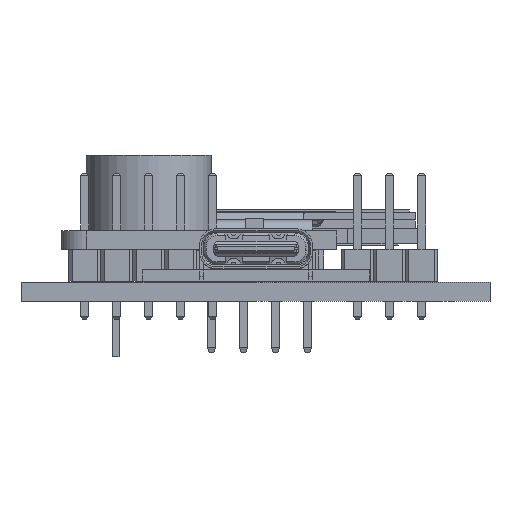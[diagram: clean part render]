
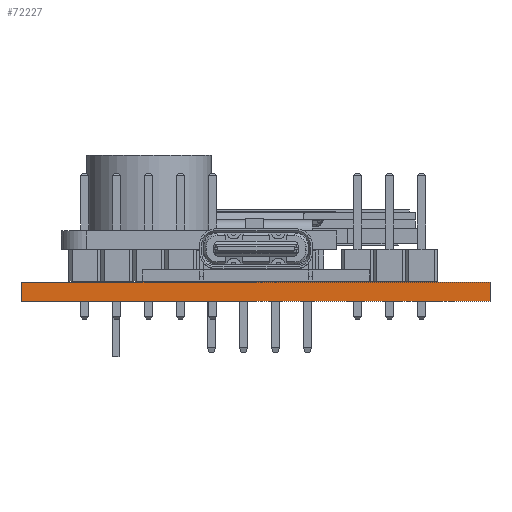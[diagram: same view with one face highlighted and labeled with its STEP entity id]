
A CAD part, front view. The second image highlights one B-rep face of the part: STEP entity #72227.
In plain terms, the highlighted planar face has unit normal (0, -1, 0).
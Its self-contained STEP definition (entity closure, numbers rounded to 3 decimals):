
#72227 = ADVANCED_FACE('',(#72228),#72262,.T.);
#72228 = FACE_BOUND('',#72229,.T.);
#72229 = EDGE_LOOP('',(#72230,#72240,#72248,#72256));
#72230 = ORIENTED_EDGE('',*,*,#72231,.T.);
#72231 = EDGE_CURVE('',#72232,#72234,#72236,.T.);
#72232 = VERTEX_POINT('',#72233);
#72233 = CARTESIAN_POINT('',(97.691,-162.45,0.));
#72234 = VERTEX_POINT('',#72235);
#72235 = CARTESIAN_POINT('',(97.691,-162.45,1.51));
#72236 = LINE('',#72237,#72238);
#72237 = CARTESIAN_POINT('',(97.691,-162.45,0.));
#72238 = VECTOR('',#72239,1.);
#72239 = DIRECTION('',(0.,0.,1.));
#72240 = ORIENTED_EDGE('',*,*,#72241,.T.);
#72241 = EDGE_CURVE('',#72234,#72242,#72244,.T.);
#72242 = VERTEX_POINT('',#72243);
#72243 = CARTESIAN_POINT('',(60.55,-162.45,1.51));
#72244 = LINE('',#72245,#72246);
#72245 = CARTESIAN_POINT('',(97.691,-162.45,1.51));
#72246 = VECTOR('',#72247,1.);
#72247 = DIRECTION('',(-1.,0.,0.));
#72248 = ORIENTED_EDGE('',*,*,#72249,.F.);
#72249 = EDGE_CURVE('',#72250,#72242,#72252,.T.);
#72250 = VERTEX_POINT('',#72251);
#72251 = CARTESIAN_POINT('',(60.55,-162.45,0.));
#72252 = LINE('',#72253,#72254);
#72253 = CARTESIAN_POINT('',(60.55,-162.45,0.));
#72254 = VECTOR('',#72255,1.);
#72255 = DIRECTION('',(0.,0.,1.));
#72256 = ORIENTED_EDGE('',*,*,#72257,.F.);
#72257 = EDGE_CURVE('',#72232,#72250,#72258,.T.);
#72258 = LINE('',#72259,#72260);
#72259 = CARTESIAN_POINT('',(97.691,-162.45,0.));
#72260 = VECTOR('',#72261,1.);
#72261 = DIRECTION('',(-1.,0.,0.));
#72262 = PLANE('',#72263);
#72263 = AXIS2_PLACEMENT_3D('',#72264,#72265,#72266);
#72264 = CARTESIAN_POINT('',(97.691,-162.45,0.));
#72265 = DIRECTION('',(0.,-1.,0.));
#72266 = DIRECTION('',(-1.,0.,0.));
